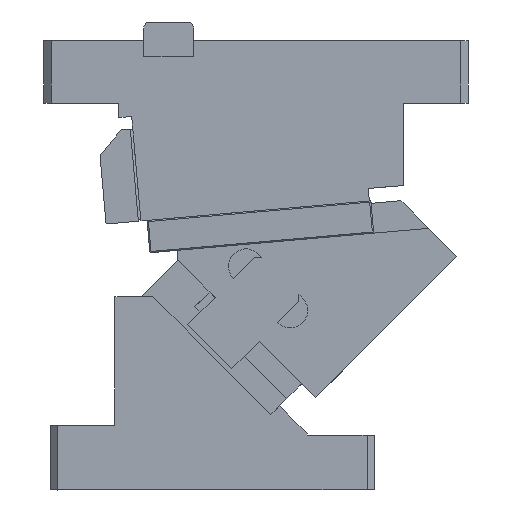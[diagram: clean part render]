
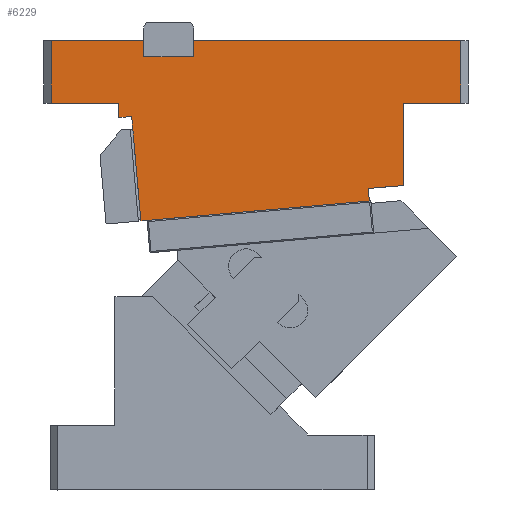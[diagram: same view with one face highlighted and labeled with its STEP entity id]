
A CAD part, front view. The second image highlights one B-rep face of the part: STEP entity #6229.
In plain terms, the highlighted planar face has unit normal (0, -1, 0).
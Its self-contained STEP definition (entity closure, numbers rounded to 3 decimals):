
#5635=CARTESIAN_POINT('Vertex',(0.5,0.,180.)) ;
#5638=CARTESIAN_POINT('Line Origine',(19.,0.,180.)) ;
#5642=CARTESIAN_POINT('Vertex',(37.5,0.,180.)) ;
#5872=CARTESIAN_POINT('Vertex',(27.5,0.,155.)) ;
#5875=CARTESIAN_POINT('Line Origine',(14.,0.,155.)) ;
#5879=CARTESIAN_POINT('Vertex',(0.5,0.,155.)) ;
#6073=CARTESIAN_POINT('Line Origine',(0.5,0.,167.5)) ;
#6085=CARTESIAN_POINT('Axis2P3D Location',(38.258,0.,107.958)) ;
#6090=CARTESIAN_POINT('Line Origine',(111.,0.,180.)) ;
#6094=CARTESIAN_POINT('Vertex',(57.5,0.,180.)) ;
#6096=CARTESIAN_POINT('Vertex',(164.5,0.,180.)) ;
#6099=CARTESIAN_POINT('Line Origine',(57.5,0.,176.75)) ;
#6103=CARTESIAN_POINT('Vertex',(57.5,0.,173.5)) ;
#6106=CARTESIAN_POINT('Line Origine',(47.5,0.,173.5)) ;
#6110=CARTESIAN_POINT('Vertex',(37.5,0.,173.5)) ;
#6113=CARTESIAN_POINT('Line Origine',(37.5,0.,176.75)) ;
#6118=CARTESIAN_POINT('Line Origine',(27.5,0.,152.101)) ;
#6122=CARTESIAN_POINT('Vertex',(27.5,0.,149.202)) ;
#6125=CARTESIAN_POINT('Line Origine',(30.101,0.,149.429)) ;
#6129=CARTESIAN_POINT('Vertex',(32.702,0.,149.657)) ;
#6132=CARTESIAN_POINT('Line Origine',(32.965,0.,146.656)) ;
#6136=CARTESIAN_POINT('Vertex',(33.227,0.,143.655)) ;
#6139=CARTESIAN_POINT('Line Origine',(33.293,0.,142.908)) ;
#6143=CARTESIAN_POINT('Vertex',(33.358,0.,142.161)) ;
#6146=CARTESIAN_POINT('Line Origine',(34.186,0.,132.697)) ;
#6150=CARTESIAN_POINT('Vertex',(35.014,0.,123.233)) ;
#6153=CARTESIAN_POINT('Line Origine',(35.69,0.,115.513)) ;
#6157=CARTESIAN_POINT('Vertex',(36.365,0.,107.792)) ;
#6160=CARTESIAN_POINT('Line Origine',(37.311,0.,107.875)) ;
#6164=CARTESIAN_POINT('Vertex',(38.258,0.,107.958)) ;
#6167=CARTESIAN_POINT('Line Origine',(83.087,0.,111.88)) ;
#6171=CARTESIAN_POINT('Vertex',(127.915,0.,115.802)) ;
#6174=CARTESIAN_POINT('Line Origine',(127.697,0.,118.292)) ;
#6178=CARTESIAN_POINT('Vertex',(127.48,0.,120.783)) ;
#6181=CARTESIAN_POINT('Line Origine',(134.49,0.,121.396)) ;
#6185=CARTESIAN_POINT('Vertex',(141.5,0.,122.009)) ;
#6188=CARTESIAN_POINT('Line Origine',(141.5,0.,138.505)) ;
#6192=CARTESIAN_POINT('Vertex',(141.5,0.,155.)) ;
#6195=CARTESIAN_POINT('Line Origine',(153.,0.,155.)) ;
#6199=CARTESIAN_POINT('Vertex',(164.5,0.,155.)) ;
#6202=CARTESIAN_POINT('Line Origine',(164.5,0.,167.5)) ;
#5639=DIRECTION('Vector Direction',(1.,0.,0.)) ;
#5876=DIRECTION('Vector Direction',(1.,0.,0.)) ;
#6074=DIRECTION('Vector Direction',(0.,0.,1.)) ;
#6086=DIRECTION('Axis2P3D Direction',(0.,-1.,0.)) ;
#6087=DIRECTION('Axis2P3D XDirection',(0.996,0.,0.087)) ;
#6091=DIRECTION('Vector Direction',(1.,0.,0.)) ;
#6100=DIRECTION('Vector Direction',(0.,0.,1.)) ;
#6107=DIRECTION('Vector Direction',(1.,0.,0.)) ;
#6114=DIRECTION('Vector Direction',(0.,0.,-1.)) ;
#6119=DIRECTION('Vector Direction',(0.,0.,-1.)) ;
#6126=DIRECTION('Vector Direction',(0.996,0.,0.087)) ;
#6133=DIRECTION('Vector Direction',(-0.087,0.,0.996)) ;
#6140=DIRECTION('Vector Direction',(0.087,0.,-0.996)) ;
#6147=DIRECTION('Vector Direction',(-0.087,0.,0.996)) ;
#6154=DIRECTION('Vector Direction',(0.087,0.,-0.996)) ;
#6161=DIRECTION('Vector Direction',(0.996,0.,0.087)) ;
#6168=DIRECTION('Vector Direction',(0.996,0.,0.087)) ;
#6175=DIRECTION('Vector Direction',(-0.087,0.,0.996)) ;
#6182=DIRECTION('Vector Direction',(0.996,0.,0.087)) ;
#6189=DIRECTION('Vector Direction',(0.,0.,1.)) ;
#6196=DIRECTION('Vector Direction',(1.,0.,0.)) ;
#6203=DIRECTION('Vector Direction',(0.,0.,-1.)) ;
#6088=AXIS2_PLACEMENT_3D('Plane Axis2P3D',#6085,#6086,#6087) ;
#6208=ORIENTED_EDGE('',*,*,#6098,.F.) ;
#6209=ORIENTED_EDGE('',*,*,#6105,.F.) ;
#6210=ORIENTED_EDGE('',*,*,#6112,.F.) ;
#6211=ORIENTED_EDGE('',*,*,#6117,.F.) ;
#6212=ORIENTED_EDGE('',*,*,#5644,.F.) ;
#6213=ORIENTED_EDGE('',*,*,#6077,.T.) ;
#6214=ORIENTED_EDGE('',*,*,#5881,.T.) ;
#6215=ORIENTED_EDGE('',*,*,#6124,.T.) ;
#6216=ORIENTED_EDGE('',*,*,#6131,.T.) ;
#6217=ORIENTED_EDGE('',*,*,#6138,.F.) ;
#6218=ORIENTED_EDGE('',*,*,#6145,.T.) ;
#6219=ORIENTED_EDGE('',*,*,#6152,.F.) ;
#6220=ORIENTED_EDGE('',*,*,#6159,.T.) ;
#6221=ORIENTED_EDGE('',*,*,#6166,.T.) ;
#6222=ORIENTED_EDGE('',*,*,#6173,.T.) ;
#6223=ORIENTED_EDGE('',*,*,#6180,.T.) ;
#6224=ORIENTED_EDGE('',*,*,#6187,.T.) ;
#6225=ORIENTED_EDGE('',*,*,#6194,.T.) ;
#6226=ORIENTED_EDGE('',*,*,#6201,.T.) ;
#6227=ORIENTED_EDGE('',*,*,#6206,.T.) ;
#5640=VECTOR('Line Direction',#5639,1.) ;
#5877=VECTOR('Line Direction',#5876,1.) ;
#6075=VECTOR('Line Direction',#6074,1.) ;
#6092=VECTOR('Line Direction',#6091,1.) ;
#6101=VECTOR('Line Direction',#6100,1.) ;
#6108=VECTOR('Line Direction',#6107,1.) ;
#6115=VECTOR('Line Direction',#6114,1.) ;
#6120=VECTOR('Line Direction',#6119,1.) ;
#6127=VECTOR('Line Direction',#6126,1.) ;
#6134=VECTOR('Line Direction',#6133,1.) ;
#6141=VECTOR('Line Direction',#6140,1.) ;
#6148=VECTOR('Line Direction',#6147,1.) ;
#6155=VECTOR('Line Direction',#6154,1.) ;
#6162=VECTOR('Line Direction',#6161,1.) ;
#6169=VECTOR('Line Direction',#6168,1.) ;
#6176=VECTOR('Line Direction',#6175,1.) ;
#6183=VECTOR('Line Direction',#6182,1.) ;
#6190=VECTOR('Line Direction',#6189,1.) ;
#6197=VECTOR('Line Direction',#6196,1.) ;
#6204=VECTOR('Line Direction',#6203,1.) ;
#6229=ADVANCED_FACE('CAM HOLDER',(#6228),#6089,.T.) ;
#5644=EDGE_CURVE('',#5636,#5643,#5641,.T.) ;
#5881=EDGE_CURVE('',#5880,#5873,#5878,.T.) ;
#6077=EDGE_CURVE('',#5636,#5880,#6076,.F.) ;
#6098=EDGE_CURVE('',#6095,#6097,#6093,.T.) ;
#6105=EDGE_CURVE('',#6104,#6095,#6102,.T.) ;
#6112=EDGE_CURVE('',#6111,#6104,#6109,.T.) ;
#6117=EDGE_CURVE('',#5643,#6111,#6116,.T.) ;
#6124=EDGE_CURVE('',#5873,#6123,#6121,.T.) ;
#6131=EDGE_CURVE('',#6123,#6130,#6128,.T.) ;
#6138=EDGE_CURVE('',#6137,#6130,#6135,.T.) ;
#6145=EDGE_CURVE('',#6137,#6144,#6142,.T.) ;
#6152=EDGE_CURVE('',#6151,#6144,#6149,.T.) ;
#6159=EDGE_CURVE('',#6151,#6158,#6156,.T.) ;
#6166=EDGE_CURVE('',#6158,#6165,#6163,.T.) ;
#6173=EDGE_CURVE('',#6165,#6172,#6170,.T.) ;
#6180=EDGE_CURVE('',#6172,#6179,#6177,.T.) ;
#6187=EDGE_CURVE('',#6179,#6186,#6184,.T.) ;
#6194=EDGE_CURVE('',#6186,#6193,#6191,.T.) ;
#6201=EDGE_CURVE('',#6193,#6200,#6198,.T.) ;
#6206=EDGE_CURVE('',#6200,#6097,#6205,.F.) ;
#6207=EDGE_LOOP('',(#6208,#6209,#6210,#6211,#6212,#6213,#6214,#6215,#6216,#6217,#6218,#6219,#6220,#6221,#6222,#6223,#6224,#6225,#6226,#6227)) ;
#6228=FACE_OUTER_BOUND('',#6207,.T.) ;
#5641=LINE('Line',#5638,#5640) ;
#5878=LINE('Line',#5875,#5877) ;
#6076=LINE('Line',#6073,#6075) ;
#6093=LINE('Line',#6090,#6092) ;
#6102=LINE('Line',#6099,#6101) ;
#6109=LINE('Line',#6106,#6108) ;
#6116=LINE('Line',#6113,#6115) ;
#6121=LINE('Line',#6118,#6120) ;
#6128=LINE('Line',#6125,#6127) ;
#6135=LINE('Line',#6132,#6134) ;
#6142=LINE('Line',#6139,#6141) ;
#6149=LINE('Line',#6146,#6148) ;
#6156=LINE('Line',#6153,#6155) ;
#6163=LINE('Line',#6160,#6162) ;
#6170=LINE('Line',#6167,#6169) ;
#6177=LINE('Line',#6174,#6176) ;
#6184=LINE('Line',#6181,#6183) ;
#6191=LINE('Line',#6188,#6190) ;
#6198=LINE('Line',#6195,#6197) ;
#6205=LINE('Line',#6202,#6204) ;
#6089=PLANE('Plane',#6088) ;
#5636=VERTEX_POINT('',#5635) ;
#5643=VERTEX_POINT('',#5642) ;
#5873=VERTEX_POINT('',#5872) ;
#5880=VERTEX_POINT('',#5879) ;
#6095=VERTEX_POINT('',#6094) ;
#6097=VERTEX_POINT('',#6096) ;
#6104=VERTEX_POINT('',#6103) ;
#6111=VERTEX_POINT('',#6110) ;
#6123=VERTEX_POINT('',#6122) ;
#6130=VERTEX_POINT('',#6129) ;
#6137=VERTEX_POINT('',#6136) ;
#6144=VERTEX_POINT('',#6143) ;
#6151=VERTEX_POINT('',#6150) ;
#6158=VERTEX_POINT('',#6157) ;
#6165=VERTEX_POINT('',#6164) ;
#6172=VERTEX_POINT('',#6171) ;
#6179=VERTEX_POINT('',#6178) ;
#6186=VERTEX_POINT('',#6185) ;
#6193=VERTEX_POINT('',#6192) ;
#6200=VERTEX_POINT('',#6199) ;
